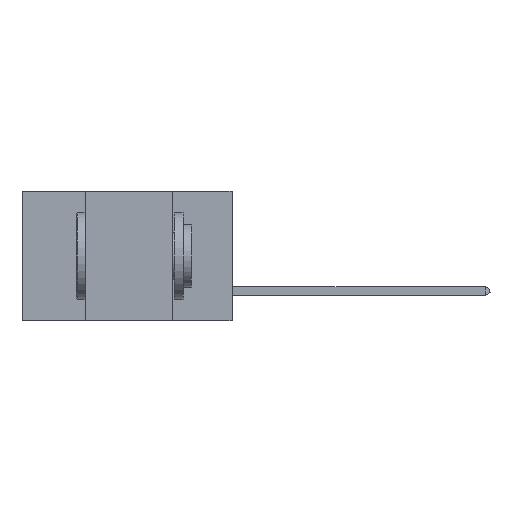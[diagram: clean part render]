
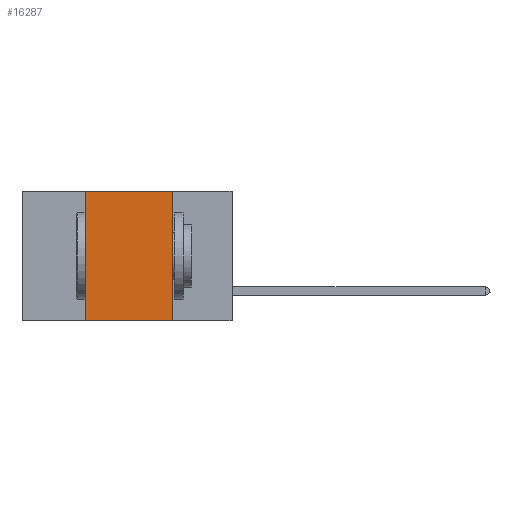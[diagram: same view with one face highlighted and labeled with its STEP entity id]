
A CAD part, left-side view. The second image highlights one B-rep face of the part: STEP entity #16287.
In plain terms, the highlighted planar face has unit normal (-1, 0, 0).
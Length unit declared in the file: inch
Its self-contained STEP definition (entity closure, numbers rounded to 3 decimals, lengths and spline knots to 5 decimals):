
#112 = ORIENTED_EDGE ( 'NONE', *, *, #22861, .F. ) ;
#934 = VECTOR ( 'NONE', #13883, 39.37008 ) ;
#1119 = CARTESIAN_POINT ( 'NONE',  ( 0., 0.17, -0.37 ) ) ;
#1463 = CARTESIAN_POINT ( 'NONE',  ( 0., 0.6, 0. ) ) ;
#2837 = DIRECTION ( 'NONE',  ( 0., 0., -1. ) ) ;
#3509 = VECTOR ( 'NONE', #2837, 39.37008 ) ;
#4557 = CARTESIAN_POINT ( 'NONE',  ( 0., 0.17, 0. ) ) ;
#4999 = VERTEX_POINT ( 'NONE', #16304 ) ;
#5138 = ORIENTED_EDGE ( 'NONE', *, *, #17144, .F. ) ;
#5538 = EDGE_CURVE ( 'NONE', #8183, #7524, #5702, .T. ) ;
#5702 = LINE ( 'NONE', #13809, #934 ) ;
#6718 = LINE ( 'NONE', #12873, #22691 ) ;
#7524 = VERTEX_POINT ( 'NONE', #1119 ) ;
#7629 = PLANE ( 'NONE',  #19765 ) ;
#8183 = VERTEX_POINT ( 'NONE', #19361 ) ;
#9223 = FACE_OUTER_BOUND ( 'NONE', #14295, .T. ) ;
#9571 = EDGE_CURVE ( 'NONE', #18015, #7524, #14843, .T. ) ;
#11131 = DIRECTION ( 'NONE',  ( 1., 0., 0. ) ) ;
#12873 = CARTESIAN_POINT ( 'NONE',  ( 0., 0.42, 0. ) ) ;
#13809 = CARTESIAN_POINT ( 'NONE',  ( 0., 0.6, -0.37 ) ) ;
#13883 = DIRECTION ( 'NONE',  ( 0., -1., 0. ) ) ;
#14187 = ORIENTED_EDGE ( 'NONE', *, *, #9571, .F. ) ;
#14295 = EDGE_LOOP ( 'NONE', ( #14187, #5138, #112, #23502 ) ) ;
#14843 = LINE ( 'NONE', #4557, #3509 ) ;
#15082 = VECTOR ( 'NONE', #21626, 39.37008 ) ;
#15732 = CARTESIAN_POINT ( 'NONE',  ( 0., 0.17, 0. ) ) ;
#16287 = ADVANCED_FACE ( 'NONE', ( #9223 ), #7629, .F. ) ;
#16304 = CARTESIAN_POINT ( 'NONE',  ( 0., 0.42, 0. ) ) ;
#16357 = DIRECTION ( 'NONE',  ( 0., 0., 1. ) ) ;
#17144 = EDGE_CURVE ( 'NONE', #4999, #18015, #18801, .T. ) ;
#18015 = VERTEX_POINT ( 'NONE', #15732 ) ;
#18022 = CARTESIAN_POINT ( 'NONE',  ( 0., 0.6, 0. ) ) ;
#18801 = LINE ( 'NONE', #18022, #15082 ) ;
#19057 = DIRECTION ( 'NONE',  ( 0., 0., -1. ) ) ;
#19361 = CARTESIAN_POINT ( 'NONE',  ( 0., 0.42, -0.37 ) ) ;
#19765 = AXIS2_PLACEMENT_3D ( 'NONE', #1463, #11131, #19057 ) ;
#21626 = DIRECTION ( 'NONE',  ( 0., -1., 0. ) ) ;
#22691 = VECTOR ( 'NONE', #16357, 39.37008 ) ;
#22861 = EDGE_CURVE ( 'NONE', #8183, #4999, #6718, .T. ) ;
#23502 = ORIENTED_EDGE ( 'NONE', *, *, #5538, .T. ) ;
